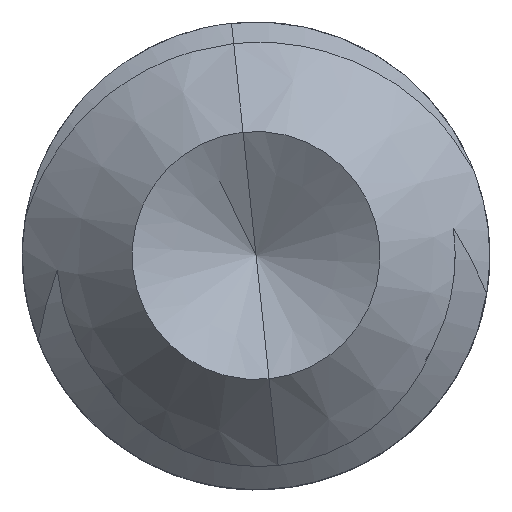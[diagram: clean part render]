
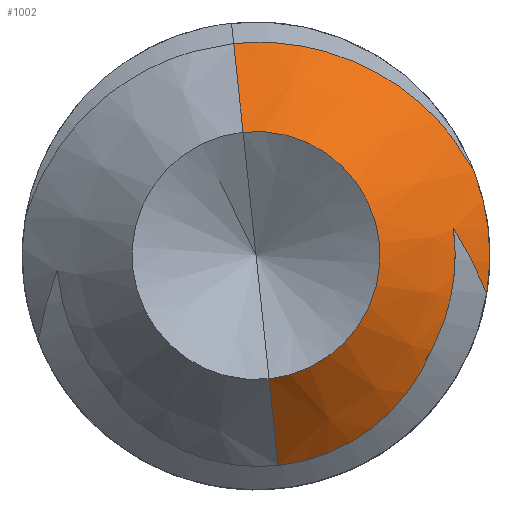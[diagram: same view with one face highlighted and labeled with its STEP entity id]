
A CAD part, top view. The second image highlights one B-rep face of the part: STEP entity #1002.
In plain terms, the highlighted conical face has half-angle 45 degrees and reference radius 1.105 mm.
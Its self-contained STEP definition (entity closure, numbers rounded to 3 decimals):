
#66=B_SPLINE_CURVE_WITH_KNOTS('',3,(#1824,#1825,#1826,#1827,#1828,#1829,
#1830,#1831),.UNSPECIFIED.,.F.,.F.,(4,2,2,4),(0.004,0.004,
0.005,0.006),.UNSPECIFIED.);
#67=B_SPLINE_CURVE_WITH_KNOTS('',3,(#1833,#1834,#1835,#1836,#1837,#1838),
 .UNSPECIFIED.,.F.,.F.,(4,2,4),(0.001,0.002,
0.003),.UNSPECIFIED.);
#68=B_SPLINE_CURVE_WITH_KNOTS('',3,(#1840,#1841,#1842,#1843),
 .UNSPECIFIED.,.F.,.F.,(4,4),(0.001,0.002),
 .UNSPECIFIED.);
#69=B_SPLINE_CURVE_WITH_KNOTS('',3,(#1847,#1848,#1849,#1850,#1851,#1852,
#1853,#1854,#1855,#1856),.UNSPECIFIED.,.F.,.F.,(4,2,2,2,4),(0.,
0.001,0.001,0.002,0.003),
 .UNSPECIFIED.);
#111=FACE_OUTER_BOUND('',#183,.T.);
#183=EDGE_LOOP('',(#713,#714,#715,#716,#717,#718,#719,#720));
#257=CIRCLE('',#1094,1.105);
#258=CIRCLE('',#1095,2.083);
#313=LINE('',#1822,#375);
#314=LINE('',#1857,#376);
#375=VECTOR('',#1277,1.096);
#376=VECTOR('',#1280,1.124);
#458=VERTEX_POINT('',#1806);
#459=VERTEX_POINT('',#1819);
#460=VERTEX_POINT('',#1820);
#461=VERTEX_POINT('',#1823);
#462=VERTEX_POINT('',#1832);
#463=VERTEX_POINT('',#1839);
#464=VERTEX_POINT('',#1844);
#465=VERTEX_POINT('',#1846);
#552=EDGE_CURVE('',#459,#460,#257,.T.);
#553=EDGE_CURVE('',#460,#458,#313,.T.);
#554=EDGE_CURVE('',#458,#461,#66,.T.);
#555=EDGE_CURVE('',#461,#462,#67,.T.);
#556=EDGE_CURVE('',#462,#463,#68,.T.);
#557=EDGE_CURVE('',#464,#463,#258,.T.);
#558=EDGE_CURVE('',#464,#465,#69,.T.);
#559=EDGE_CURVE('',#459,#465,#314,.T.);
#713=ORIENTED_EDGE('',*,*,#552,.T.);
#714=ORIENTED_EDGE('',*,*,#553,.T.);
#715=ORIENTED_EDGE('',*,*,#554,.T.);
#716=ORIENTED_EDGE('',*,*,#555,.T.);
#717=ORIENTED_EDGE('',*,*,#556,.T.);
#718=ORIENTED_EDGE('',*,*,#557,.F.);
#719=ORIENTED_EDGE('',*,*,#558,.T.);
#720=ORIENTED_EDGE('',*,*,#559,.F.);
#960=CONICAL_SURFACE('',#1093,1.105,45.);
#1002=ADVANCED_FACE('',(#111),#960,.T.);
#1093=AXIS2_PLACEMENT_3D('',#1818,#1273,#1274);
#1094=AXIS2_PLACEMENT_3D('',#1821,#1275,#1276);
#1095=AXIS2_PLACEMENT_3D('',#1845,#1278,#1279);
#1273=DIRECTION('center_axis',(0.,0.,
-1.));
#1274=DIRECTION('ref_axis',(-0.105,0.994,0.));
#1275=DIRECTION('center_axis',(0.,0.,
-1.));
#1276=DIRECTION('ref_axis',(-0.105,0.994,0.));
#1277=DIRECTION('',(0.074,-0.703,-0.707));
#1278=DIRECTION('center_axis',(0.,0.,
-1.));
#1279=DIRECTION('ref_axis',(-0.105,0.994,0.));
#1280=DIRECTION('',(-0.074,0.703,-0.707));
#1806=CARTESIAN_POINT('',(73.273,-32.028,-453.142));
#1818=CARTESIAN_POINT('Origin',(73.076,-30.158,-452.367));
#1819=CARTESIAN_POINT('',(72.96,-29.06,-452.367));
#1820=CARTESIAN_POINT('',(73.192,-31.257,-452.367));
#1821=CARTESIAN_POINT('Origin',(73.076,-30.158,-452.367));
#1822=CARTESIAN_POINT('',(73.192,-31.257,-452.367));
#1823=CARTESIAN_POINT('',(74.638,-31.003,-453.038));
#1824=CARTESIAN_POINT('Ctrl Pts',(73.273,-32.028,-453.142));
#1825=CARTESIAN_POINT('Ctrl Pts',(73.421,-32.013,-453.142));
#1826=CARTESIAN_POINT('Ctrl Pts',(73.569,-31.976,-453.139));
#1827=CARTESIAN_POINT('Ctrl Pts',(73.847,-31.867,-453.13));
#1828=CARTESIAN_POINT('Ctrl Pts',(73.979,-31.793,-453.123));
#1829=CARTESIAN_POINT('Ctrl Pts',(74.337,-31.523,-453.096));
#1830=CARTESIAN_POINT('Ctrl Pts',(74.525,-31.279,-453.069));
#1831=CARTESIAN_POINT('Ctrl Pts',(74.638,-31.003,-453.038));
#1832=CARTESIAN_POINT('',(74.835,-29.917,-453.038));
#1833=CARTESIAN_POINT('Ctrl Pts',(74.638,-31.003,-453.038));
#1834=CARTESIAN_POINT('Ctrl Pts',(74.726,-30.839,-453.036));
#1835=CARTESIAN_POINT('Ctrl Pts',(74.788,-30.658,-453.035));
#1836=CARTESIAN_POINT('Ctrl Pts',(74.854,-30.292,-453.035));
#1837=CARTESIAN_POINT('Ctrl Pts',(74.859,-30.101,-453.036));
#1838=CARTESIAN_POINT('Ctrl Pts',(74.835,-29.917,-453.038));
#1839=CARTESIAN_POINT('',(75.131,-30.495,-453.345));
#1840=CARTESIAN_POINT('Ctrl Pts',(74.835,-29.917,-453.038));
#1841=CARTESIAN_POINT('Ctrl Pts',(74.955,-30.102,-453.131));
#1842=CARTESIAN_POINT('Ctrl Pts',(75.052,-30.296,-453.234));
#1843=CARTESIAN_POINT('Ctrl Pts',(75.131,-30.495,-453.345));
#1844=CARTESIAN_POINT('',(75.016,-29.401,-453.345));
#1845=CARTESIAN_POINT('Origin',(73.076,-30.158,-453.345));
#1846=CARTESIAN_POINT('',(72.877,-28.269,-453.161));
#1847=CARTESIAN_POINT('Ctrl Pts',(75.016,-29.401,-453.345));
#1848=CARTESIAN_POINT('Ctrl Pts',(74.914,-29.212,-453.318));
#1849=CARTESIAN_POINT('Ctrl Pts',(74.787,-29.042,-453.294));
#1850=CARTESIAN_POINT('Ctrl Pts',(74.484,-28.74,-453.249));
#1851=CARTESIAN_POINT('Ctrl Pts',(74.31,-28.612,-453.229));
#1852=CARTESIAN_POINT('Ctrl Pts',(73.933,-28.411,-453.196));
#1853=CARTESIAN_POINT('Ctrl Pts',(73.727,-28.338,-453.183));
#1854=CARTESIAN_POINT('Ctrl Pts',(73.308,-28.256,-453.166));
#1855=CARTESIAN_POINT('Ctrl Pts',(73.089,-28.247,-453.161));
#1856=CARTESIAN_POINT('Ctrl Pts',(72.877,-28.269,-453.161));
#1857=CARTESIAN_POINT('',(72.96,-29.06,-452.367));
